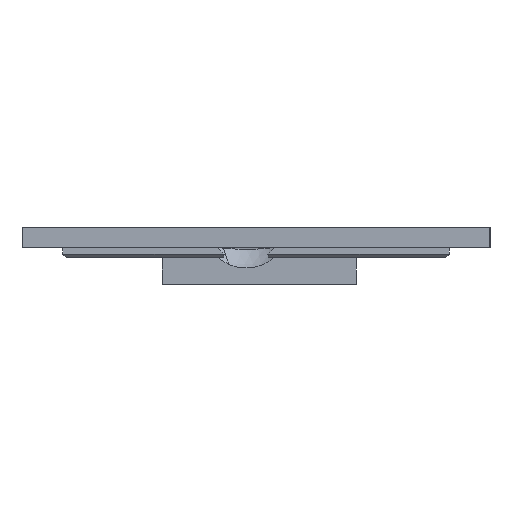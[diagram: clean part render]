
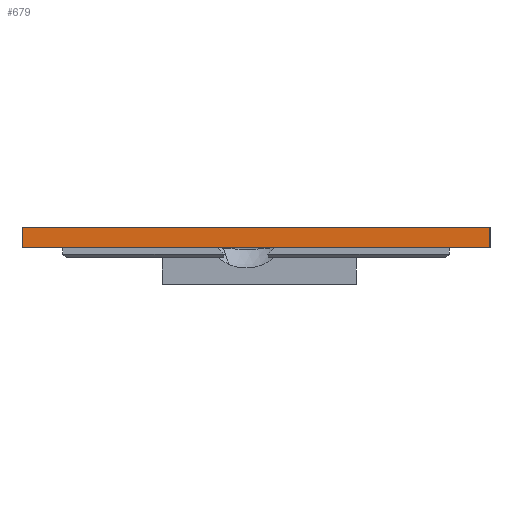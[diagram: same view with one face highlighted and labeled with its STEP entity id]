
A CAD part, left-side view. The second image highlights one B-rep face of the part: STEP entity #679.
In plain terms, the highlighted planar face has unit normal (-1, 0, 0).
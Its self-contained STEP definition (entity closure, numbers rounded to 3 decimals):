
#640=CARTESIAN_POINT('Axis2P3D Location',(0.,70.,68.)) ;
#645=CARTESIAN_POINT('Line Origine',(0.,70.,69.5)) ;
#649=CARTESIAN_POINT('Vertex',(0.,70.,68.)) ;
#651=CARTESIAN_POINT('Vertex',(0.,70.,71.)) ;
#654=CARTESIAN_POINT('Line Origine',(0.,35.,68.)) ;
#658=CARTESIAN_POINT('Vertex',(0.,0.,68.)) ;
#661=CARTESIAN_POINT('Line Origine',(0.,0.,69.5)) ;
#665=CARTESIAN_POINT('Vertex',(0.,0.,71.)) ;
#668=CARTESIAN_POINT('Line Origine',(0.,35.,71.)) ;
#641=DIRECTION('Axis2P3D Direction',(-1.,0.,0.)) ;
#642=DIRECTION('Axis2P3D XDirection',(0.,-1.,0.)) ;
#646=DIRECTION('Vector Direction',(0.,0.,1.)) ;
#655=DIRECTION('Vector Direction',(0.,-1.,0.)) ;
#662=DIRECTION('Vector Direction',(0.,0.,1.)) ;
#669=DIRECTION('Vector Direction',(0.,-1.,0.)) ;
#643=AXIS2_PLACEMENT_3D('Plane Axis2P3D',#640,#641,#642) ;
#674=ORIENTED_EDGE('',*,*,#653,.F.) ;
#675=ORIENTED_EDGE('',*,*,#660,.T.) ;
#676=ORIENTED_EDGE('',*,*,#667,.T.) ;
#677=ORIENTED_EDGE('',*,*,#672,.F.) ;
#647=VECTOR('Line Direction',#646,1.) ;
#656=VECTOR('Line Direction',#655,1.) ;
#663=VECTOR('Line Direction',#662,1.) ;
#670=VECTOR('Line Direction',#669,1.) ;
#679=ADVANCED_FACE('Corps principal',(#678),#644,.T.) ;
#653=EDGE_CURVE('',#650,#652,#648,.T.) ;
#660=EDGE_CURVE('',#650,#659,#657,.T.) ;
#667=EDGE_CURVE('',#659,#666,#664,.T.) ;
#672=EDGE_CURVE('',#652,#666,#671,.T.) ;
#673=EDGE_LOOP('',(#674,#675,#676,#677)) ;
#678=FACE_OUTER_BOUND('',#673,.T.) ;
#648=LINE('Line',#645,#647) ;
#657=LINE('Line',#654,#656) ;
#664=LINE('Line',#661,#663) ;
#671=LINE('Line',#668,#670) ;
#644=PLANE('',#643) ;
#650=VERTEX_POINT('',#649) ;
#652=VERTEX_POINT('',#651) ;
#659=VERTEX_POINT('',#658) ;
#666=VERTEX_POINT('',#665) ;
